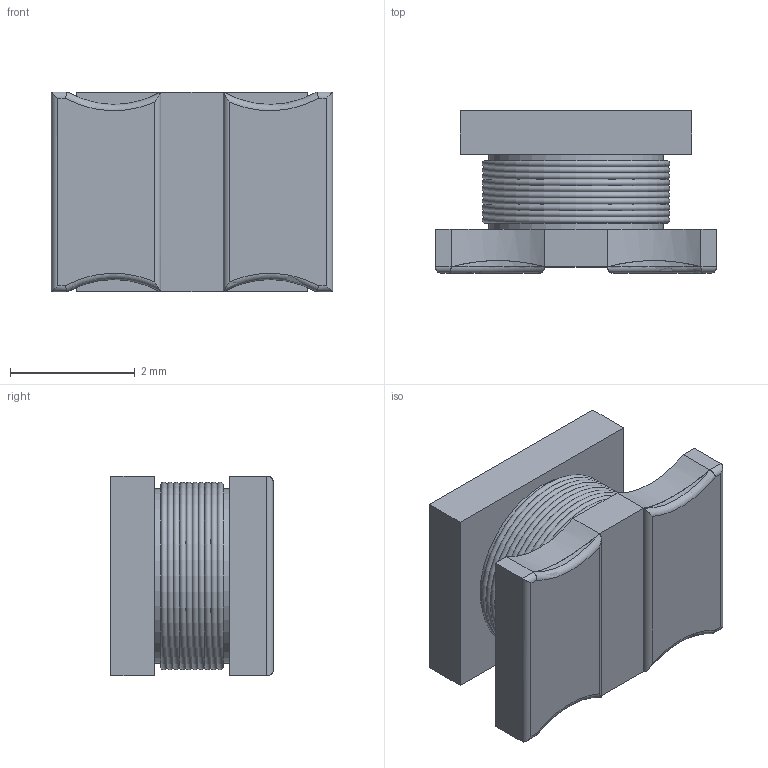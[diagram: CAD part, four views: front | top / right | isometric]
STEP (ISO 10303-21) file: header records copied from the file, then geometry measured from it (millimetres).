
FILE_DESCRIPTION(('FreeCAD Model'),'2;1');
FILE_NAME('RLS-126.step', '2019-06-18T12:37:08',('Author'),(''), 'Open CASCADE STEP processor 7.3','FreeCAD','Unknown');
FILE_SCHEMA(('AUTOMOTIVE_DESIGN { 1 0 10303 214 1 1 1 1 }'));
Length unit declared in the file: millimetre
Products named in the file (1): RLS-126
Bounding box: 4.5 x 2.6 x 3.2 mm (x, y, z)
Volume: 24.8 mm3; surface area: 118.9 mm2
Topology: 5 solids, 25 shells, 69 faces, 449 edges, 1200 vertices
Faces by surface type: torus 26, plane 22, cylinder 21
Full cylindrical faces by diameter (mm): 2.8 x1
Entity records: 9467 total; most frequent: CARTESIAN_POINT 4184, DIRECTION 837, LINE 414, VECTOR 414, GEOMETRIC_CURVE_SET 287, ORIENTED_EDGE 286, PCURVE 286, DEFINITIONAL_REPRESENTATION 286
